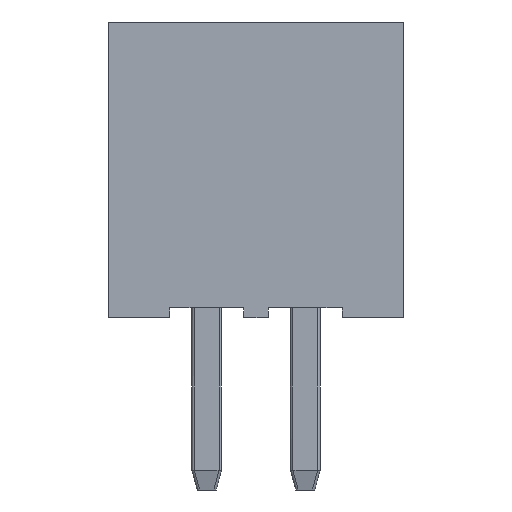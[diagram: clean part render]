
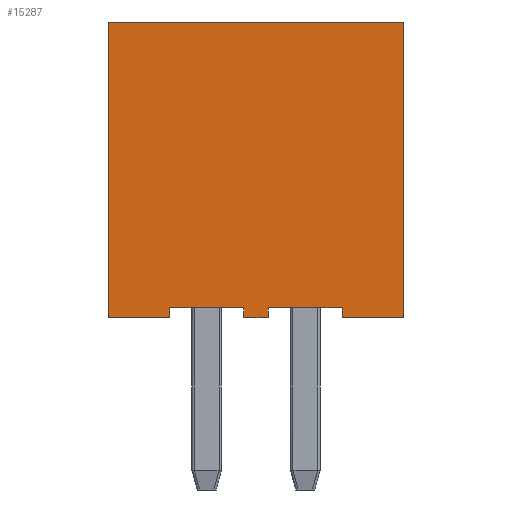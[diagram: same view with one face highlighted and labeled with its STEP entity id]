
A CAD part, front view. The second image highlights one B-rep face of the part: STEP entity #15287.
In plain terms, the highlighted planar face has unit normal (0, -1, 0).
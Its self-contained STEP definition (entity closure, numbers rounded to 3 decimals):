
#147 = ORIENTED_EDGE ( 'NONE', *, *, #13363, .T. ) ;
#705 = EDGE_CURVE ( 'NONE', #822, #6683, #17329, .T. ) ;
#822 = VERTEX_POINT ( 'NONE', #10753 ) ;
#948 = CARTESIAN_POINT ( 'NONE',  ( -4., -2.9, 6. ) ) ;
#1525 = CARTESIAN_POINT ( 'NONE',  ( -2.75, -2.9, 0.2 ) ) ;
#1755 = ORIENTED_EDGE ( 'NONE', *, *, #2177, .F. ) ;
#1756 = CARTESIAN_POINT ( 'NONE',  ( -2.75, -2.9, 0.2 ) ) ;
#1861 = VECTOR ( 'NONE', #3924, 1000. ) ;
#1917 = CARTESIAN_POINT ( 'NONE',  ( -0.75, -2.9, 0. ) ) ;
#2030 = CARTESIAN_POINT ( 'NONE',  ( -1.25, -2.9, 0. ) ) ;
#2177 = EDGE_CURVE ( 'NONE', #6797, #3717, #6776, .T. ) ;
#2301 = VERTEX_POINT ( 'NONE', #14844 ) ;
#2365 = VECTOR ( 'NONE', #12185, 1000. ) ;
#2457 = VERTEX_POINT ( 'NONE', #4542 ) ;
#2493 = CARTESIAN_POINT ( 'NONE',  ( -4., -2.9, 0. ) ) ;
#2505 = PLANE ( 'NONE',  #9212 ) ;
#2726 = LINE ( 'NONE', #11820, #4674 ) ;
#2976 = DIRECTION ( 'NONE',  ( 0., 0., -1. ) ) ;
#3346 = VECTOR ( 'NONE', #17630, 1000. ) ;
#3717 = VERTEX_POINT ( 'NONE', #19570 ) ;
#3848 = CARTESIAN_POINT ( 'NONE',  ( 2., -2.9, 0. ) ) ;
#3924 = DIRECTION ( 'NONE',  ( -1., 0., 0. ) ) ;
#3945 = VECTOR ( 'NONE', #12291, 1000. ) ;
#4354 = DIRECTION ( 'NONE',  ( 0., 0., -1. ) ) ;
#4402 = EDGE_CURVE ( 'NONE', #2301, #822, #15813, .T. ) ;
#4451 = CARTESIAN_POINT ( 'NONE',  ( -4., -2.9, 0. ) ) ;
#4542 = CARTESIAN_POINT ( 'NONE',  ( -4., -2.9, 6. ) ) ;
#4577 = VERTEX_POINT ( 'NONE', #19975 ) ;
#4674 = VECTOR ( 'NONE', #13193, 1000. ) ;
#5186 = CARTESIAN_POINT ( 'NONE',  ( -0.75, -2.9, 0.2 ) ) ;
#5247 = VECTOR ( 'NONE', #4354, 1000. ) ;
#5548 = LINE ( 'NONE', #8794, #5247 ) ;
#5811 = DIRECTION ( 'NONE',  ( 0., 0., -1. ) ) ;
#5962 = VECTOR ( 'NONE', #2976, 1000. ) ;
#6683 = VERTEX_POINT ( 'NONE', #1917 ) ;
#6776 = LINE ( 'NONE', #11445, #12605 ) ;
#6797 = VERTEX_POINT ( 'NONE', #3848 ) ;
#6880 = DIRECTION ( 'NONE',  ( -1., 0., 0. ) ) ;
#7440 = DIRECTION ( 'NONE',  ( 0., -1., 0. ) ) ;
#7658 = CARTESIAN_POINT ( 'NONE',  ( -4., -2.9, 6. ) ) ;
#7720 = CARTESIAN_POINT ( 'NONE',  ( -2.75, -2.9, 0.2 ) ) ;
#8009 = EDGE_CURVE ( 'NONE', #14296, #6797, #5548, .T. ) ;
#8111 = EDGE_CURVE ( 'NONE', #13557, #15630, #17055, .T. ) ;
#8197 = ORIENTED_EDGE ( 'NONE', *, *, #705, .F. ) ;
#8736 = VERTEX_POINT ( 'NONE', #4451 ) ;
#8794 = CARTESIAN_POINT ( 'NONE',  ( 2., -2.9, 6. ) ) ;
#9212 = AXIS2_PLACEMENT_3D ( 'NONE', #10473, #7440, #5811 ) ;
#10172 = FACE_OUTER_BOUND ( 'NONE', #13190, .T. ) ;
#10189 = EDGE_CURVE ( 'NONE', #2301, #3717, #12085, .T. ) ;
#10226 = EDGE_CURVE ( 'NONE', #13557, #13842, #15464, .T. ) ;
#10233 = VECTOR ( 'NONE', #15479, 1000. ) ;
#10473 = CARTESIAN_POINT ( 'NONE',  ( -4., -2.9, 6. ) ) ;
#10481 = VECTOR ( 'NONE', #16901, 1000. ) ;
#10617 = EDGE_CURVE ( 'NONE', #2457, #8736, #10791, .T. ) ;
#10753 = CARTESIAN_POINT ( 'NONE',  ( -0.75, -2.9, 0.2 ) ) ;
#10791 = LINE ( 'NONE', #948, #13325 ) ;
#10815 = CARTESIAN_POINT ( 'NONE',  ( -1.25, -2.9, 0.2 ) ) ;
#11257 = ORIENTED_EDGE ( 'NONE', *, *, #8111, .T. ) ;
#11392 = VECTOR ( 'NONE', #19955, 1000. ) ;
#11445 = CARTESIAN_POINT ( 'NONE',  ( -4., -2.9, 0. ) ) ;
#11722 = EDGE_CURVE ( 'NONE', #6683, #15630, #2726, .T. ) ;
#11820 = CARTESIAN_POINT ( 'NONE',  ( -4., -2.9, 0. ) ) ;
#12085 = LINE ( 'NONE', #14885, #2365 ) ;
#12185 = DIRECTION ( 'NONE',  ( 0., 0., -1. ) ) ;
#12291 = DIRECTION ( 'NONE',  ( -1., 0., 0. ) ) ;
#12605 = VECTOR ( 'NONE', #6880, 1000. ) ;
#12817 = ORIENTED_EDGE ( 'NONE', *, *, #17403, .F. ) ;
#13190 = EDGE_LOOP ( 'NONE', ( #11257, #17669, #8197, #18983, #14510, #1755, #13245, #147, #16044, #12817, #19054, #14071 ) ) ;
#13193 = DIRECTION ( 'NONE',  ( -1., 0., 0. ) ) ;
#13245 = ORIENTED_EDGE ( 'NONE', *, *, #8009, .F. ) ;
#13325 = VECTOR ( 'NONE', #16471, 1000. ) ;
#13363 = EDGE_CURVE ( 'NONE', #14296, #2457, #13973, .T. ) ;
#13557 = VERTEX_POINT ( 'NONE', #14302 ) ;
#13842 = VERTEX_POINT ( 'NONE', #1525 ) ;
#13973 = LINE ( 'NONE', #7658, #3945 ) ;
#14071 = ORIENTED_EDGE ( 'NONE', *, *, #10226, .F. ) ;
#14296 = VERTEX_POINT ( 'NONE', #19959 ) ;
#14302 = CARTESIAN_POINT ( 'NONE',  ( -1.25, -2.9, 0.2 ) ) ;
#14510 = ORIENTED_EDGE ( 'NONE', *, *, #10189, .T. ) ;
#14844 = CARTESIAN_POINT ( 'NONE',  ( 0.75, -2.9, 0.2 ) ) ;
#14885 = CARTESIAN_POINT ( 'NONE',  ( 0.75, -2.9, 0.2 ) ) ;
#15287 = ADVANCED_FACE ( 'NONE', ( #10172 ), #2505, .T. ) ;
#15464 = LINE ( 'NONE', #1756, #11392 ) ;
#15479 = DIRECTION ( 'NONE',  ( 0., 0., -1. ) ) ;
#15630 = VERTEX_POINT ( 'NONE', #2030 ) ;
#15813 = LINE ( 'NONE', #17541, #1861 ) ;
#16044 = ORIENTED_EDGE ( 'NONE', *, *, #10617, .T. ) ;
#16471 = DIRECTION ( 'NONE',  ( 0., 0., -1. ) ) ;
#16901 = DIRECTION ( 'NONE',  ( -1., 0., 0. ) ) ;
#17055 = LINE ( 'NONE', #10815, #3346 ) ;
#17092 = LINE ( 'NONE', #7720, #5962 ) ;
#17329 = LINE ( 'NONE', #5186, #10233 ) ;
#17403 = EDGE_CURVE ( 'NONE', #4577, #8736, #17819, .T. ) ;
#17442 = EDGE_CURVE ( 'NONE', #13842, #4577, #17092, .T. ) ;
#17541 = CARTESIAN_POINT ( 'NONE',  ( -0.75, -2.9, 0.2 ) ) ;
#17630 = DIRECTION ( 'NONE',  ( 0., 0., -1. ) ) ;
#17669 = ORIENTED_EDGE ( 'NONE', *, *, #11722, .F. ) ;
#17819 = LINE ( 'NONE', #2493, #10481 ) ;
#18983 = ORIENTED_EDGE ( 'NONE', *, *, #4402, .F. ) ;
#19054 = ORIENTED_EDGE ( 'NONE', *, *, #17442, .F. ) ;
#19570 = CARTESIAN_POINT ( 'NONE',  ( 0.75, -2.9, 0. ) ) ;
#19955 = DIRECTION ( 'NONE',  ( -1., 0., 0. ) ) ;
#19959 = CARTESIAN_POINT ( 'NONE',  ( 2., -2.9, 6. ) ) ;
#19975 = CARTESIAN_POINT ( 'NONE',  ( -2.75, -2.9, 0. ) ) ;
